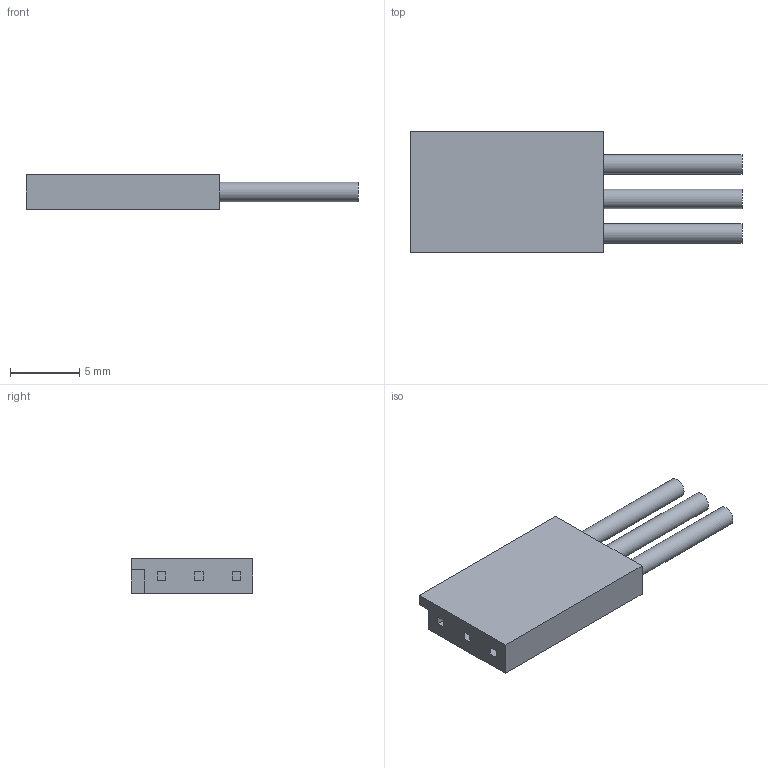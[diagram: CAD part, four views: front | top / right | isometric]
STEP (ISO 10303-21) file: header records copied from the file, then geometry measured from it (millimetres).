
FILE_DESCRIPTION(/* description */ (''),/* implementation_level */ '2;1');
FILE_NAME(/* name */ '3-Wire 6'''' ''''Y'''' Cable Tip-Female.ipt.step',/* time_stamp */ '2020-04-16T23:31:49-04:00',/* author */ ('Jordan'),/* organization */ (''),/* preprocessor_version */ 'ST-DEVELOPER v17',/* originating_system */ 'Autodesk Inventor 2019',/* authorisation */ '');
FILE_SCHEMA (('AUTOMOTIVE_DESIGN { 1 0 10303 214 3 1 1 }'));
Length unit declared in the file: inch
Products named in the file (1): 3-Wire 6'' ''Y'' Cable Tip-Female
Bounding box: 24 x 8.8 x 2.5 mm (x, y, z)
Surface area: 491.3 mm2 (no closed solid volume)
Topology: 0 solids, 1 shells, 15 faces, 48 edges, 38 vertices
Faces by surface type: plane 12, cylinder 3
Full cylindrical faces by diameter (mm): 1.4 x3
Entity records: 635 total; most frequent: CARTESIAN_POINT 102, DIRECTION 92, ORIENTED_EDGE 84, EDGE_CURVE 48, VERTEX_POINT 38, LINE 36, VECTOR 36, AXIS2_PLACEMENT_3D 28
